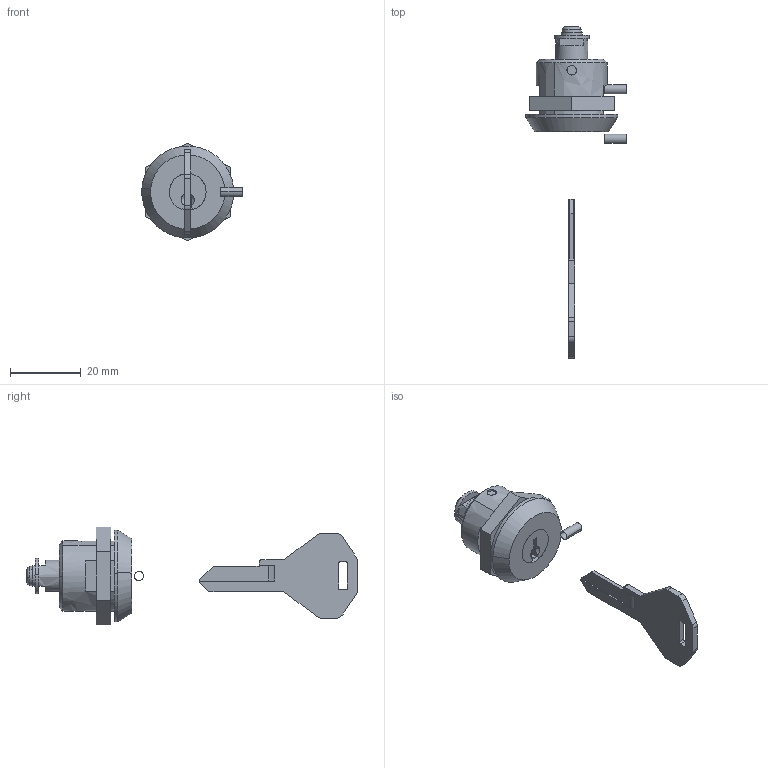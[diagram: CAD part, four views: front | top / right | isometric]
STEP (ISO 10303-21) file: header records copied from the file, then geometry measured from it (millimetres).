
FILE_DESCRIPTION((''),'2;1');
FILE_NAME('','2013-02-25T12:04:44',(''),(''),'','CADfix','');
FILE_SCHEMA(('AUTOMOTIVE_DESIGN { 1 0 10303 214 1 1 1 1 }'));
Length unit declared in the file: millimetre
Bounding box: 28.38 x 93.96 x 27.71 mm (x, y, z)
Volume: 8801.7 mm3; surface area: 6583.9 mm2
Topology: 5 solids, 11 shells, 143 faces, 435 edges, 312 vertices
Faces by surface type: bspline 143
Entity records: 5177 total; most frequent: CARTESIAN_POINT 2641, ORIENTED_EDGE 838, EDGE_CURVE 435, VERTEX_POINT 312, QUASI_UNIFORM_CURVE 225, EDGE_LOOP 157, FACE_OUTER_BOUND 143, ADVANCED_FACE 143
